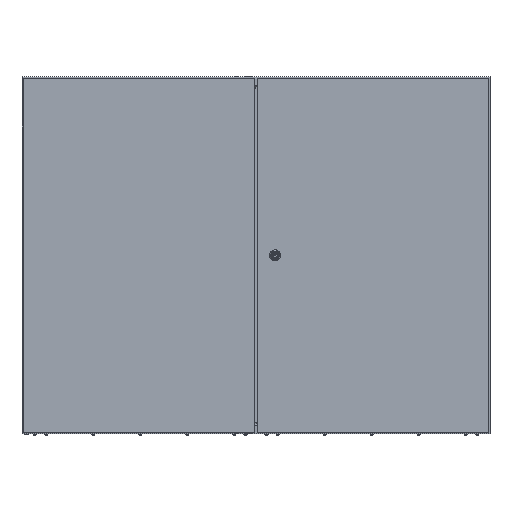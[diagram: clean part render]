
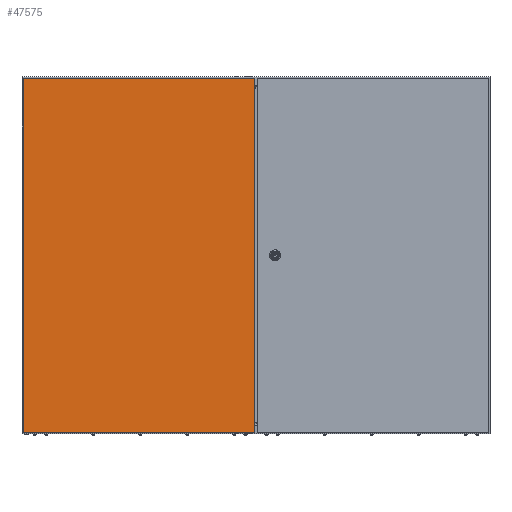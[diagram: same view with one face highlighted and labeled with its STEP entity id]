
A CAD part, top view. The second image highlights one B-rep face of the part: STEP entity #47575.
In plain terms, the highlighted planar face has unit normal (0, 0, 1).
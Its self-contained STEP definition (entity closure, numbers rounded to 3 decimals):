
#339 = VERTEX_POINT ( 'NONE', #38943 ) ;
#4629 = CARTESIAN_POINT ( 'NONE',  ( 2.63, 912., 17.5 ) ) ;
#7392 = LINE ( 'NONE', #22105, #79572 ) ;
#11056 = EDGE_CURVE ( 'NONE', #339, #79512, #91859, .T. ) ;
#12751 = VERTEX_POINT ( 'NONE', #26731 ) ;
#15009 = EDGE_LOOP ( 'NONE', ( #36972, #40936, #53927, #68217 ) ) ;
#15716 = CARTESIAN_POINT ( 'NONE',  ( 597.13, 3., 17.5 ) ) ;
#20896 = LINE ( 'NONE', #4629, #45696 ) ;
#21289 = DIRECTION ( 'NONE',  ( 1., 0., 0. ) ) ;
#22105 = CARTESIAN_POINT ( 'NONE',  ( 2.63, 912., 17.5 ) ) ;
#22811 = DIRECTION ( 'NONE',  ( 0., 0., 1. ) ) ;
#26731 = CARTESIAN_POINT ( 'NONE',  ( 2.63, 912., 17.5 ) ) ;
#30029 = LINE ( 'NONE', #78405, #68888 ) ;
#31558 = EDGE_CURVE ( 'NONE', #39169, #12751, #20896, .T. ) ;
#36972 = ORIENTED_EDGE ( 'NONE', *, *, #41248, .T. ) ;
#38943 = CARTESIAN_POINT ( 'NONE',  ( 2.63, 3., 17.5 ) ) ;
#39169 = VERTEX_POINT ( 'NONE', #77819 ) ;
#40936 = ORIENTED_EDGE ( 'NONE', *, *, #11056, .T. ) ;
#41248 = EDGE_CURVE ( 'NONE', #12751, #339, #7392, .T. ) ;
#45696 = VECTOR ( 'NONE', #52965, 1000. ) ;
#46241 = DIRECTION ( 'NONE',  ( 0., -1., 0. ) ) ;
#46414 = CARTESIAN_POINT ( 'NONE',  ( 0., 0., 17.5 ) ) ;
#47575 = ADVANCED_FACE ( 'NONE', ( #62838 ), #95977, .T. ) ;
#50801 = EDGE_CURVE ( 'NONE', #79512, #39169, #30029, .T. ) ;
#52848 = CARTESIAN_POINT ( 'NONE',  ( 2.63, 3., 17.5 ) ) ;
#52965 = DIRECTION ( 'NONE',  ( -1., 0., 0. ) ) ;
#53927 = ORIENTED_EDGE ( 'NONE', *, *, #50801, .T. ) ;
#61126 = DIRECTION ( 'NONE',  ( 0., 1., 0. ) ) ;
#62838 = FACE_OUTER_BOUND ( 'NONE', #15009, .T. ) ;
#68217 = ORIENTED_EDGE ( 'NONE', *, *, #31558, .T. ) ;
#68888 = VECTOR ( 'NONE', #61126, 1000. ) ;
#70705 = DIRECTION ( 'NONE',  ( 1., 0., 0. ) ) ;
#71805 = AXIS2_PLACEMENT_3D ( 'NONE', #46414, #22811, #70705 ) ;
#77819 = CARTESIAN_POINT ( 'NONE',  ( 597.13, 912., 17.5 ) ) ;
#78405 = CARTESIAN_POINT ( 'NONE',  ( 597.13, 912., 17.5 ) ) ;
#79512 = VERTEX_POINT ( 'NONE', #15716 ) ;
#79572 = VECTOR ( 'NONE', #46241, 1000. ) ;
#91859 = LINE ( 'NONE', #52848, #96334 ) ;
#95977 = PLANE ( 'NONE',  #71805 ) ;
#96334 = VECTOR ( 'NONE', #21289, 1000. ) ;
